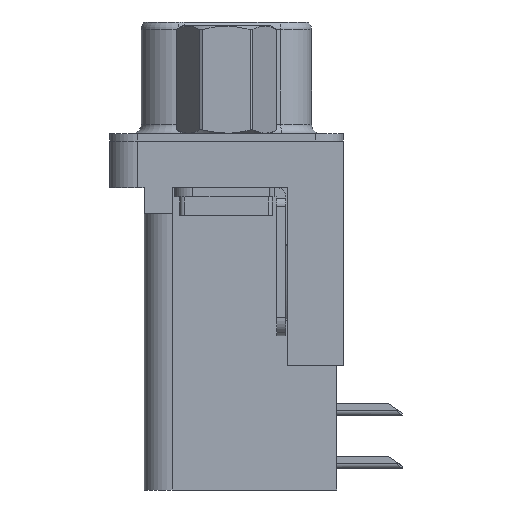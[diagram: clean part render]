
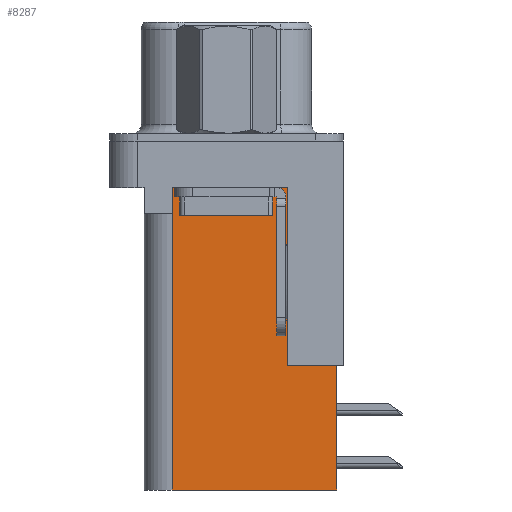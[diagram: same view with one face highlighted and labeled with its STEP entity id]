
A CAD part, left-side view. The second image highlights one B-rep face of the part: STEP entity #8287.
In plain terms, the highlighted planar face has unit normal (-1, 0, 0).
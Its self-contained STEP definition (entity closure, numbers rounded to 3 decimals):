
#863 = LINE ( 'NONE', #5478, #9799 ) ;
#1737 = CARTESIAN_POINT ( 'NONE',  ( 3.79, -3.295, -2.5 ) ) ;
#1755 = VERTEX_POINT ( 'NONE', #22020 ) ;
#2143 = CARTESIAN_POINT ( 'NONE',  ( 3.79, 2.925, -18.76 ) ) ;
#2687 = ORIENTED_EDGE ( 'NONE', *, *, #13792, .T. ) ;
#3308 = DIRECTION ( 'NONE',  ( 1., 0., 0. ) ) ;
#3524 = EDGE_CURVE ( 'NONE', #16736, #17470, #3541, .T. ) ;
#3541 = LINE ( 'NONE', #1737, #16105 ) ;
#3550 = VERTEX_POINT ( 'NONE', #5357 ) ;
#3717 = ORIENTED_EDGE ( 'NONE', *, *, #3524, .T. ) ;
#3856 = DIRECTION ( 'NONE',  ( 0., 0., 1. ) ) ;
#4021 = ORIENTED_EDGE ( 'NONE', *, *, #15469, .F. ) ;
#4036 = ORIENTED_EDGE ( 'NONE', *, *, #14787, .T. ) ;
#4986 = EDGE_CURVE ( 'NONE', #13302, #7736, #18058, .T. ) ;
#5357 = CARTESIAN_POINT ( 'NONE',  ( 3.79, -5.925, -18.76 ) ) ;
#5478 = CARTESIAN_POINT ( 'NONE',  ( 3.79, -6.295, -12.05 ) ) ;
#5726 = VECTOR ( 'NONE', #23098, 1000. ) ;
#6441 = VECTOR ( 'NONE', #16448, 1000. ) ;
#6659 = CARTESIAN_POINT ( 'NONE',  ( 3.79, -3.295, -12.05 ) ) ;
#7346 = DIRECTION ( 'NONE',  ( 0., 1., 0. ) ) ;
#7736 = VERTEX_POINT ( 'NONE', #22233 ) ;
#8287 = ADVANCED_FACE ( 'NONE', ( #11862 ), #22832, .F. ) ;
#8318 = LINE ( 'NONE', #11036, #13621 ) ;
#8326 = ORIENTED_EDGE ( 'NONE', *, *, #19609, .T. ) ;
#8710 = VERTEX_POINT ( 'NONE', #6659 ) ;
#9067 = CARTESIAN_POINT ( 'NONE',  ( 3.79, 2.895, -2.5 ) ) ;
#9294 = LINE ( 'NONE', #17980, #14613 ) ;
#9431 = ORIENTED_EDGE ( 'NONE', *, *, #12662, .F. ) ;
#9799 = VECTOR ( 'NONE', #7346, 1000. ) ;
#10625 = VERTEX_POINT ( 'NONE', #12037 ) ;
#11036 = CARTESIAN_POINT ( 'NONE',  ( 3.79, -3.295, -18.76 ) ) ;
#11839 = EDGE_CURVE ( 'NONE', #10625, #8710, #863, .T. ) ;
#11862 = FACE_OUTER_BOUND ( 'NONE', #16542, .T. ) ;
#12037 = CARTESIAN_POINT ( 'NONE',  ( 3.79, -5.925, -12.05 ) ) ;
#12466 = DIRECTION ( 'NONE',  ( 0., 1., 0. ) ) ;
#12503 = CARTESIAN_POINT ( 'NONE',  ( 3.79, 2.895, -3.9 ) ) ;
#12662 = EDGE_CURVE ( 'NONE', #3550, #13302, #15919, .T. ) ;
#12790 = AXIS2_PLACEMENT_3D ( 'NONE', #13999, #3308, #15777 ) ;
#13302 = VERTEX_POINT ( 'NONE', #2143 ) ;
#13324 = VECTOR ( 'NONE', #15184, 1000. ) ;
#13621 = VECTOR ( 'NONE', #3856, 1000. ) ;
#13792 = EDGE_CURVE ( 'NONE', #1755, #7736, #14951, .T. ) ;
#13999 = CARTESIAN_POINT ( 'NONE',  ( 3.79, -3.295, -18.76 ) ) ;
#14613 = VECTOR ( 'NONE', #21486, 1000. ) ;
#14618 = DIRECTION ( 'NONE',  ( 0., 1., 0. ) ) ;
#14787 = EDGE_CURVE ( 'NONE', #17470, #1755, #19916, .T. ) ;
#14951 = LINE ( 'NONE', #19900, #18561 ) ;
#15184 = DIRECTION ( 'NONE',  ( 0., 0., 1. ) ) ;
#15360 = CARTESIAN_POINT ( 'NONE',  ( 3.79, -3.295, -2.5 ) ) ;
#15469 = EDGE_CURVE ( 'NONE', #10625, #3550, #9294, .T. ) ;
#15777 = DIRECTION ( 'NONE',  ( 0., 1., 0. ) ) ;
#15919 = LINE ( 'NONE', #18221, #6441 ) ;
#16029 = ORIENTED_EDGE ( 'NONE', *, *, #4986, .F. ) ;
#16105 = VECTOR ( 'NONE', #12466, 1000. ) ;
#16448 = DIRECTION ( 'NONE',  ( 0., 1., 0. ) ) ;
#16542 = EDGE_LOOP ( 'NONE', ( #3717, #4036, #2687, #16029, #9431, #4021, #17503, #8326 ) ) ;
#16736 = VERTEX_POINT ( 'NONE', #15360 ) ;
#17470 = VERTEX_POINT ( 'NONE', #9067 ) ;
#17503 = ORIENTED_EDGE ( 'NONE', *, *, #11839, .T. ) ;
#17980 = CARTESIAN_POINT ( 'NONE',  ( 3.79, -5.925, -2. ) ) ;
#18058 = LINE ( 'NONE', #22258, #13324 ) ;
#18221 = CARTESIAN_POINT ( 'NONE',  ( 3.79, -3.295, -18.76 ) ) ;
#18561 = VECTOR ( 'NONE', #14618, 1000. ) ;
#19609 = EDGE_CURVE ( 'NONE', #8710, #16736, #8318, .T. ) ;
#19900 = CARTESIAN_POINT ( 'NONE',  ( 3.79, 0., -3.9 ) ) ;
#19916 = LINE ( 'NONE', #12503, #5726 ) ;
#21486 = DIRECTION ( 'NONE',  ( 0., 0., -1. ) ) ;
#22020 = CARTESIAN_POINT ( 'NONE',  ( 3.79, 2.895, -3.9 ) ) ;
#22233 = CARTESIAN_POINT ( 'NONE',  ( 3.79, 2.925, -3.9 ) ) ;
#22258 = CARTESIAN_POINT ( 'NONE',  ( 3.79, 2.925, -18.76 ) ) ;
#22832 = PLANE ( 'NONE',  #12790 ) ;
#23098 = DIRECTION ( 'NONE',  ( 0., 0., -1. ) ) ;
